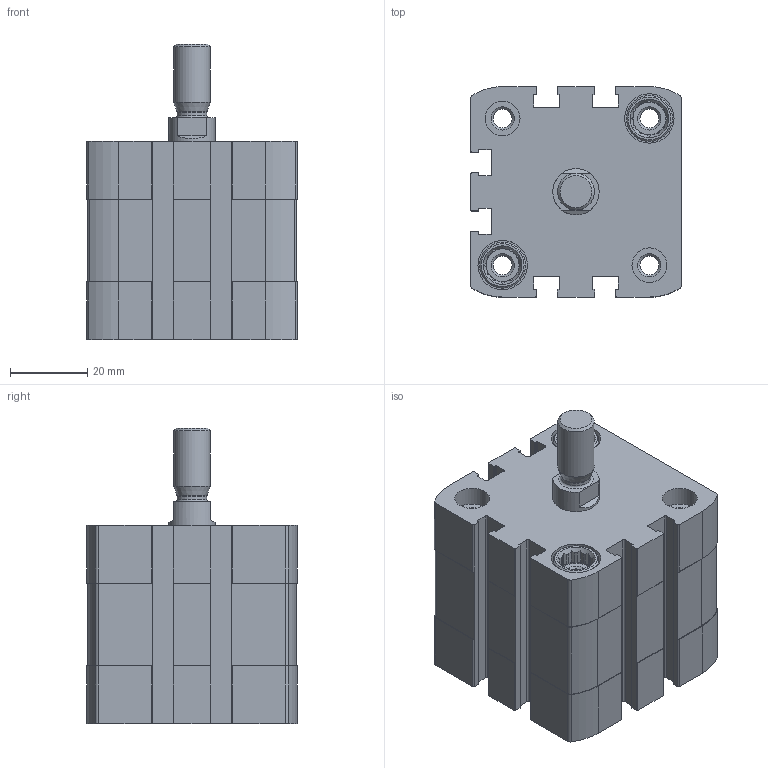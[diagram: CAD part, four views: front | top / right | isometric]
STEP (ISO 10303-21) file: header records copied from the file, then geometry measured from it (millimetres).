
FILE_DESCRIPTION(/* description */ ('STEP AP214'),/* implementation_level */ '2;1');
FILE_NAME(/* name */ '557100_ADN-1_5_8-1_4-A-P-A',/* time_stamp */ '2024-07-30T15:58:59+02:00',/* author */ ('License CC BY-ND 4.0'),/* organization */ ('CADENAS'),/* preprocessor_version */ 'ST-DEVELOPER v19.3',/* originating_system */ 'PARTsolutions',/* authorisation */ ' ');
FILE_SCHEMA (('AUTOMOTIVE_DESIGN {1 0 10303 214 3 1 1}'));
Length unit declared in the file: millimetre
Products named in the file (3): 557100 ADN-1 5/8"-1/4"-A-P-A--(0.250); 557100 ADN-0.25_(HS); 557100 ADN-0.25-A_(PS)
Assembly tree (2 placements, depth 2):
  557100 ADN-1 5/8"-1/4"-A-P-A--(0.250)
    557100 ADN-0.25_(HS)
    557100 ADN-0.25-A_(PS)
Bounding box: 54.5 x 54.5 x 76.45 mm (x, y, z)
Volume: 125688.9 mm3; surface area: 37782.8 mm2
Topology: 2 solids, 2 shells, 410 faces, 1083 edges, 708 vertices
Faces by surface type: plane 267, cylinder 119, cone 22, torus 2
Full cylindrical faces by diameter (mm): 4.917 x8, 6 x4, 7.7 x1, 8.5 x4, 9 x5, 9.525 x1, 11.9 x4, 12 x2, 12.8 x4, 41.275 x2
Entity records: 12511 total; most frequent: CARTESIAN_POINT 2413, DIRECTION 2102, ORIENTED_EDGE 2028, EDGE_CURVE 1014, AXIS2_PLACEMENT_3D 771, VERTEX_POINT 698, LINE 560, VECTOR 560
